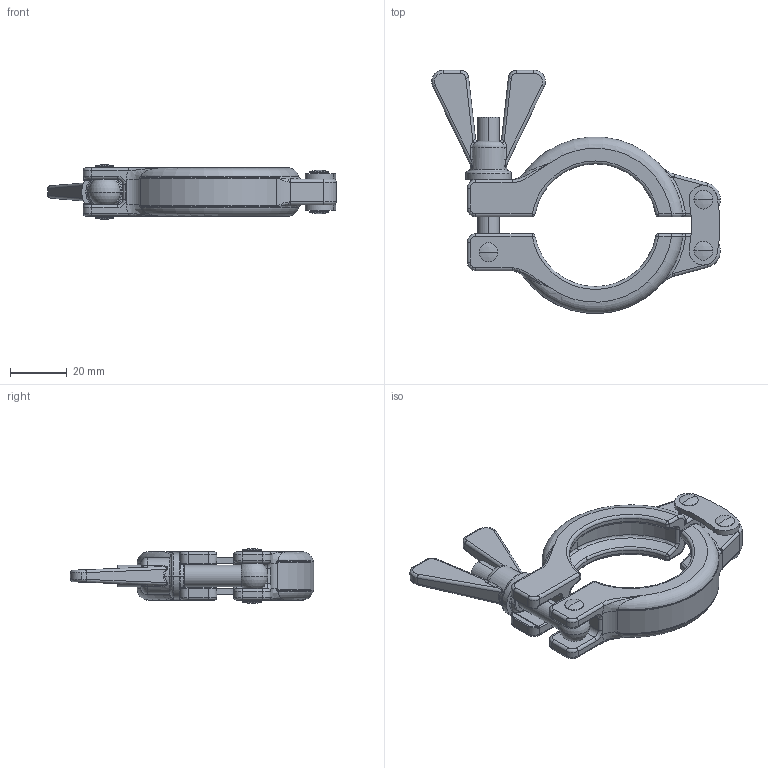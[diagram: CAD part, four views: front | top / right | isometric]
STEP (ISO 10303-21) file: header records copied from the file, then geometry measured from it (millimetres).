
FILE_DESCRIPTION (( 'STEP AP214' ), '1' );
FILE_NAME ('CL.SH.0100 BLOCK.STEP', '2020-05-19T10:26:38', ( '' ), ( '' ), 'SwSTEP 2.0', 'SolidWorks 2020', '' );
FILE_SCHEMA (( 'AUTOMOTIVE_DESIGN' ));
Length unit declared in the file: millimetre
Products named in the file (1): CL.SH.0100 BLOCK
Bounding box: 101.56 x 85.59 x 19.3 mm (x, y, z)
Volume: 32191.3 mm3; surface area: 17159.5 mm2
Topology: 3 solids, 3 shells, 445 faces, 1047 edges, 598 vertices
Faces by surface type: cylinder 168, torus 87, bspline 74, plane 64, sphere 38, cone 14
Entity records: 15835 total; most frequent: CARTESIAN_POINT 6008, DIRECTION 2135, ORIENTED_EDGE 2052, EDGE_CURVE 1026, AXIS2_PLACEMENT_3D 928, VERTEX_POINT 597, CIRCLE 556, EDGE_LOOP 469
